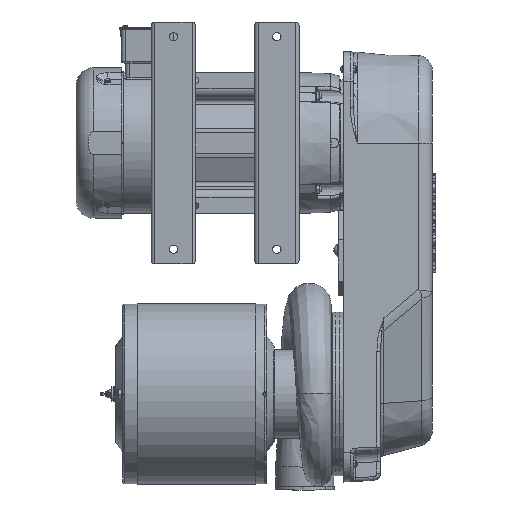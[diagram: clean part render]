
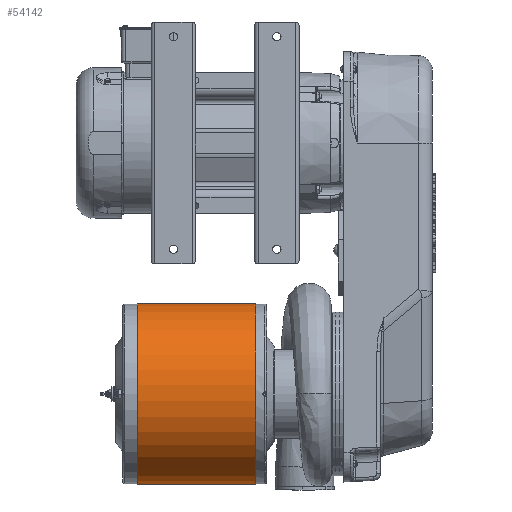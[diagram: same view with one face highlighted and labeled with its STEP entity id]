
A CAD part, front view. The second image highlights one B-rep face of the part: STEP entity #54142.
In plain terms, the highlighted cylindrical face has radius 155.448 mm (diameter 310.896 mm), a full revolution.
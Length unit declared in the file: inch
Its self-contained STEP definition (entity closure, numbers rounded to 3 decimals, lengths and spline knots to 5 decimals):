
#4435=FACE_OUTER_BOUND('',#7772,.T.);
#7772=EDGE_LOOP('',(#39328,#39329,#39330,#39331));
#10758=CIRCLE('',#56964,6.12);
#11020=CIRCLE('',#57669,6.12);
#14571=LINE('',#128202,#18641);
#18641=VECTOR('',#65143,6.12);
#22333=VERTEX_POINT('',#100713);
#23211=VERTEX_POINT('',#128193);
#27838=EDGE_CURVE('',#22333,#22333,#10758,.T.);
#29242=EDGE_CURVE('',#23211,#23211,#11020,.T.);
#29245=EDGE_CURVE('',#22333,#23211,#14571,.T.);
#39328=ORIENTED_EDGE('',*,*,#27838,.F.);
#39329=ORIENTED_EDGE('',*,*,#29245,.T.);
#39330=ORIENTED_EDGE('',*,*,#29242,.F.);
#39331=ORIENTED_EDGE('',*,*,#29245,.F.);
#52577=CYLINDRICAL_SURFACE('',#57674,6.12);
#54142=ADVANCED_FACE('',(#4435),#52577,.T.);
#56964=AXIS2_PLACEMENT_3D('',#100714,#63112,#63113);
#57669=AXIS2_PLACEMENT_3D('',#128194,#65131,#65132);
#57674=AXIS2_PLACEMENT_3D('',#128201,#65141,#65142);
#63112=DIRECTION('center_axis',(-1.,0.,0.));
#63113=DIRECTION('ref_axis',(0.,-0.997,-0.08));
#65131=DIRECTION('center_axis',(1.,0.,0.));
#65132=DIRECTION('ref_axis',(0.,-0.997,-0.08));
#65141=DIRECTION('center_axis',(-1.,0.,0.));
#65142=DIRECTION('ref_axis',(0.,-0.997,-0.08));
#65143=DIRECTION('',(1.,0.,0.));
#100713=CARTESIAN_POINT('',(-23.24055,12.18603,-16.36852));
#100714=CARTESIAN_POINT('Origin',(-23.24055,6.08587,-16.86095));
#128193=CARTESIAN_POINT('',(-15.24055,12.18603,-16.36852));
#128194=CARTESIAN_POINT('Origin',(-15.24055,6.08587,-16.86095));
#128201=CARTESIAN_POINT('Origin',(-15.24055,6.08587,-16.86095));
#128202=CARTESIAN_POINT('',(-15.24055,12.18603,-16.36852));
